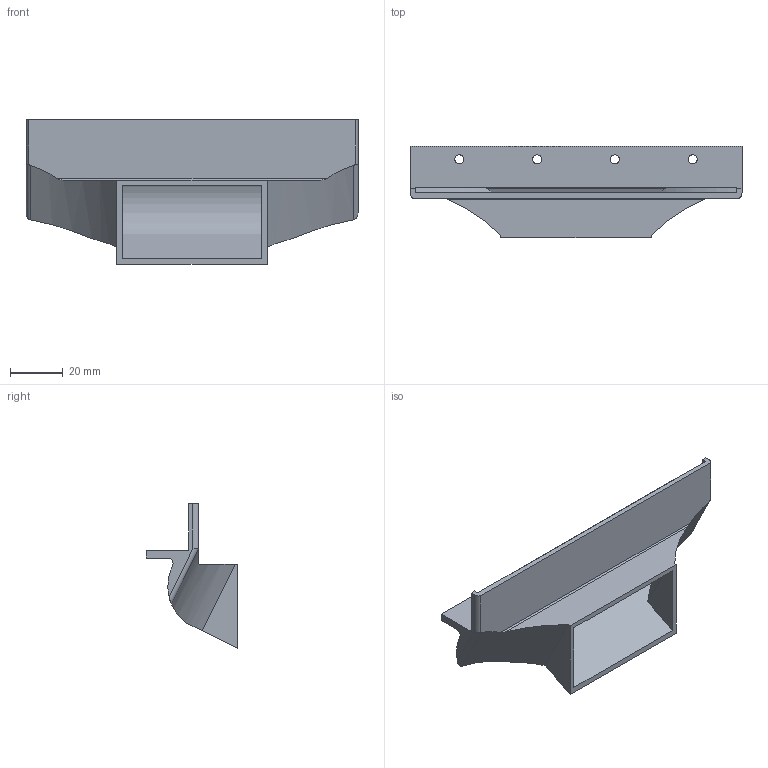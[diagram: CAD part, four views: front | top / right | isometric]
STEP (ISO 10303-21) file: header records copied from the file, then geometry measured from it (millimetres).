
FILE_DESCRIPTION (( 'STEP AP214' ), '1' );
FILE_NAME ('V1Rook Speed Duct 2.0.STEP', '2022-11-15T20:36:00', ( '' ), ( '' ), 'SwSTEP 2.0', 'SolidWorks 2020', '' );
FILE_SCHEMA (( 'AUTOMOTIVE_DESIGN' ));
Length unit declared in the file: millimetre
Products named in the file (1): V1Rook Speed Duct 2.0
Bounding box: 126 x 34.75 x 55 mm (x, y, z)
Volume: 26425.6 mm3; surface area: 25348 mm2
Topology: 1 solids, 1 shells, 44 faces, 127 edges, 84 vertices
Faces by surface type: plane 23, cylinder 19, bspline 2
Entity records: 1688 total; most frequent: CARTESIAN_POINT 433, ORIENTED_EDGE 254, DIRECTION 214, EDGE_CURVE 127, VERTEX_POINT 84, VECTOR 76, LINE 76, AXIS2_PLACEMENT_3D 69
